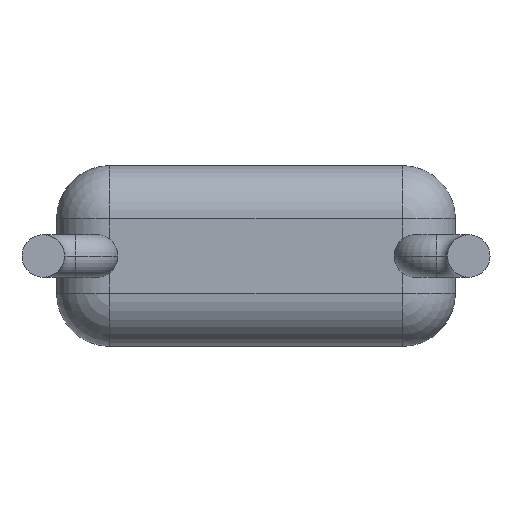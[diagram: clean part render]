
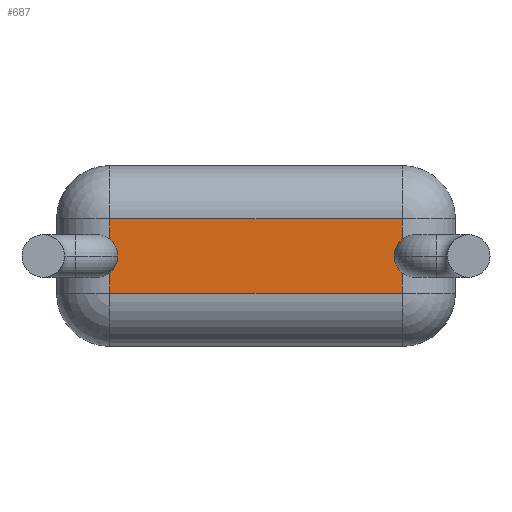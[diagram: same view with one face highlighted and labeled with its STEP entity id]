
A CAD part, front view. The second image highlights one B-rep face of the part: STEP entity #687.
In plain terms, the highlighted planar face has unit normal (0, -1, 0).
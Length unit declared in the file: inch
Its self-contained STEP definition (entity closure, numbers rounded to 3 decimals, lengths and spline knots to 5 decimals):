
#2 = DIRECTION ( 'NONE',  ( 0., 0., -1. ) ) ;
#3 = ORIENTED_EDGE ( 'NONE', *, *, #1322, .T. ) ;
#5 = DIRECTION ( 'NONE',  ( -1., 0., 0. ) ) ;
#11 = CARTESIAN_POINT ( 'NONE',  ( 0.06875, -0.05, 0.0425 ) ) ;
#53 = DIRECTION ( 'NONE',  ( 0., 0., 1. ) ) ;
#57 = DIRECTION ( 'NONE',  ( 1., 0., 0. ) ) ;
#107 = EDGE_CURVE ( 'NONE', #1342, #287, #517, .T. ) ;
#141 = CARTESIAN_POINT ( 'NONE',  ( -0.06875, -0.05, 0.0175 ) ) ;
#145 = LINE ( 'NONE', #541, #485 ) ;
#157 = LINE ( 'NONE', #855, #962 ) ;
#227 = DIRECTION ( 'NONE',  ( 0., 0., -1. ) ) ;
#253 = VERTEX_POINT ( 'NONE', #1280 ) ;
#287 = VERTEX_POINT ( 'NONE', #1338 ) ;
#323 = CARTESIAN_POINT ( 'NONE',  ( -0.06875, -0.05, 0.00781 ) ) ;
#339 = DIRECTION ( 'NONE',  ( 0., 1., 0. ) ) ;
#364 = CIRCLE ( 'NONE', #1312, 0.01 ) ;
#433 = CARTESIAN_POINT ( 'NONE',  ( -0.06875, -0.05, -0.0175 ) ) ;
#485 = VECTOR ( 'NONE', #2, 39.37008 ) ;
#500 = PLANE ( 'NONE',  #1750 ) ;
#517 = CIRCLE ( 'NONE', #1773, 0.01 ) ;
#541 = CARTESIAN_POINT ( 'NONE',  ( -0.06875, -0.05, 0.0425 ) ) ;
#567 = DIRECTION ( 'NONE',  ( 0., -1., 0. ) ) ;
#575 = VECTOR ( 'NONE', #227, 39.37008 ) ;
#589 = CARTESIAN_POINT ( 'NONE',  ( 0.06875, -0.05, -0.0175 ) ) ;
#603 = VERTEX_POINT ( 'NONE', #323 ) ;
#630 = DIRECTION ( 'NONE',  ( 0., 1., 0. ) ) ;
#687 = ADVANCED_FACE ( 'NONE', ( #1366 ), #500, .F. ) ;
#703 = ORIENTED_EDGE ( 'NONE', *, *, #1613, .T. ) ;
#711 = DIRECTION ( 'NONE',  ( 0., 0., 1. ) ) ;
#735 = DIRECTION ( 'NONE',  ( 0., 0., 1. ) ) ;
#756 = VECTOR ( 'NONE', #57, 39.37008 ) ;
#759 = ORIENTED_EDGE ( 'NONE', *, *, #1812, .T. ) ;
#781 = DIRECTION ( 'NONE',  ( 0., 0., 1. ) ) ;
#791 = EDGE_CURVE ( 'NONE', #287, #1135, #1087, .T. ) ;
#792 = VERTEX_POINT ( 'NONE', #1101 ) ;
#855 = CARTESIAN_POINT ( 'NONE',  ( -0.09375, -0.05, 0.0175 ) ) ;
#860 = CARTESIAN_POINT ( 'NONE',  ( 0.075, -0.05, 0. ) ) ;
#917 = DIRECTION ( 'NONE',  ( 0., 1., 0. ) ) ;
#962 = VECTOR ( 'NONE', #5, 39.37008 ) ;
#997 = CARTESIAN_POINT ( 'NONE',  ( -0.065, -0.05, 0. ) ) ;
#1018 = CIRCLE ( 'NONE', #1781, 0.01 ) ;
#1059 = CARTESIAN_POINT ( 'NONE',  ( -0.09375, -0.05, 0.0425 ) ) ;
#1069 = EDGE_CURVE ( 'NONE', #1367, #603, #145, .T. ) ;
#1084 = EDGE_CURVE ( 'NONE', #253, #1803, #1501, .T. ) ;
#1087 = LINE ( 'NONE', #1784, #575 ) ;
#1101 = CARTESIAN_POINT ( 'NONE',  ( 0.06875, -0.05, 0.0175 ) ) ;
#1119 = ORIENTED_EDGE ( 'NONE', *, *, #1084, .F. ) ;
#1135 = VERTEX_POINT ( 'NONE', #433 ) ;
#1172 = ORIENTED_EDGE ( 'NONE', *, *, #1069, .T. ) ;
#1174 = CARTESIAN_POINT ( 'NONE',  ( 0.09375, -0.05, -0.0175 ) ) ;
#1200 = CARTESIAN_POINT ( 'NONE',  ( -0.075, -0.05, 0. ) ) ;
#1280 = CARTESIAN_POINT ( 'NONE',  ( 0.06875, -0.05, 0.00781 ) ) ;
#1289 = CARTESIAN_POINT ( 'NONE',  ( 0.065, -0.05, 0. ) ) ;
#1293 = ORIENTED_EDGE ( 'NONE', *, *, #1775, .T. ) ;
#1312 = AXIS2_PLACEMENT_3D ( 'NONE', #1739, #339, #1591 ) ;
#1322 = EDGE_CURVE ( 'NONE', #253, #792, #1566, .T. ) ;
#1325 = LINE ( 'NONE', #1174, #756 ) ;
#1338 = CARTESIAN_POINT ( 'NONE',  ( -0.06875, -0.05, -0.00781 ) ) ;
#1342 = VERTEX_POINT ( 'NONE', #997 ) ;
#1347 = ORIENTED_EDGE ( 'NONE', *, *, #791, .T. ) ;
#1365 = VECTOR ( 'NONE', #1680, 39.37008 ) ;
#1366 = FACE_OUTER_BOUND ( 'NONE', #1543, .T. ) ;
#1367 = VERTEX_POINT ( 'NONE', #141 ) ;
#1417 = ORIENTED_EDGE ( 'NONE', *, *, #107, .T. ) ;
#1426 = EDGE_CURVE ( 'NONE', #1803, #1607, #1018, .T. ) ;
#1452 = DIRECTION ( 'NONE',  ( 0., -1., 0. ) ) ;
#1501 = CIRCLE ( 'NONE', #1745, 0.01 ) ;
#1536 = VECTOR ( 'NONE', #1548, 39.37008 ) ;
#1543 = EDGE_LOOP ( 'NONE', ( #1293, #1417, #1347, #759, #703, #1706, #1119, #3, #1666, #1172 ) ) ;
#1548 = DIRECTION ( 'NONE',  ( 0., 0., 1. ) ) ;
#1566 = LINE ( 'NONE', #11, #1536 ) ;
#1591 = DIRECTION ( 'NONE',  ( 0., 0., 1. ) ) ;
#1607 = VERTEX_POINT ( 'NONE', #1770 ) ;
#1613 = EDGE_CURVE ( 'NONE', #1668, #1607, #1785, .T. ) ;
#1666 = ORIENTED_EDGE ( 'NONE', *, *, #1702, .T. ) ;
#1668 = VERTEX_POINT ( 'NONE', #589 ) ;
#1671 = CARTESIAN_POINT ( 'NONE',  ( 0.075, -0.05, 0. ) ) ;
#1680 = DIRECTION ( 'NONE',  ( 0., 0., 1. ) ) ;
#1700 = CARTESIAN_POINT ( 'NONE',  ( 0.06875, -0.05, 0.0425 ) ) ;
#1702 = EDGE_CURVE ( 'NONE', #792, #1367, #157, .T. ) ;
#1706 = ORIENTED_EDGE ( 'NONE', *, *, #1426, .F. ) ;
#1739 = CARTESIAN_POINT ( 'NONE',  ( -0.075, -0.05, 0. ) ) ;
#1745 = AXIS2_PLACEMENT_3D ( 'NONE', #860, #567, #711 ) ;
#1750 = AXIS2_PLACEMENT_3D ( 'NONE', #1059, #917, #781 ) ;
#1770 = CARTESIAN_POINT ( 'NONE',  ( 0.06875, -0.05, -0.00781 ) ) ;
#1773 = AXIS2_PLACEMENT_3D ( 'NONE', #1200, #630, #735 ) ;
#1775 = EDGE_CURVE ( 'NONE', #603, #1342, #364, .T. ) ;
#1781 = AXIS2_PLACEMENT_3D ( 'NONE', #1671, #1452, #53 ) ;
#1784 = CARTESIAN_POINT ( 'NONE',  ( -0.06875, -0.05, 0.0425 ) ) ;
#1785 = LINE ( 'NONE', #1700, #1365 ) ;
#1803 = VERTEX_POINT ( 'NONE', #1289 ) ;
#1812 = EDGE_CURVE ( 'NONE', #1135, #1668, #1325, .T. ) ;
